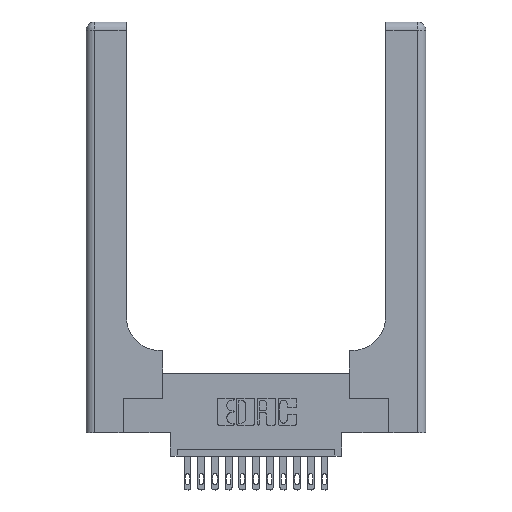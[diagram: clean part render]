
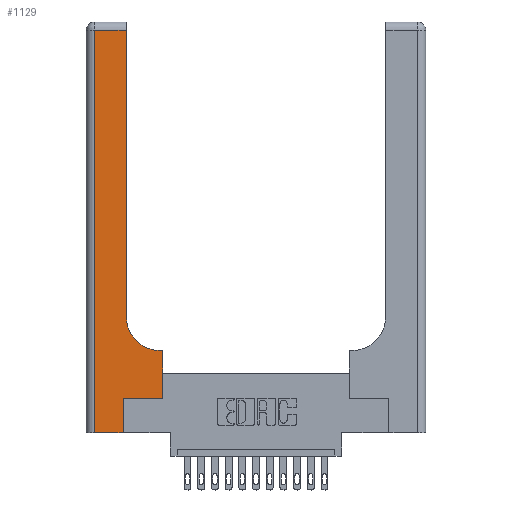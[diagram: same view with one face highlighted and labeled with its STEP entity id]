
A CAD part, top view. The second image highlights one B-rep face of the part: STEP entity #1129.
In plain terms, the highlighted planar face has unit normal (0, 0, 1).
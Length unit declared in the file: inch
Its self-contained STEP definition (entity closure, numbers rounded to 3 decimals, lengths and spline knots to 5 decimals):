
#38 = EDGE_CURVE ( 'NONE', #17174, #16013, #4047, .T. ) ;
#265 = LINE ( 'NONE', #17427, #16272 ) ;
#299 = CARTESIAN_POINT ( 'NONE',  ( 0.269, 0.25, 0.37 ) ) ;
#330 = VERTEX_POINT ( 'NONE', #17051 ) ;
#1066 = ORIENTED_EDGE ( 'NONE', *, *, #16503, .T. ) ;
#1129 = ADVANCED_FACE ( 'NONE', ( #6384 ), #7156, .F. ) ;
#1399 = CARTESIAN_POINT ( 'NONE',  ( 0.5585, 0.6, 0.37 ) ) ;
#1627 = EDGE_CURVE ( 'NONE', #330, #3077, #11702, .T. ) ;
#2104 = CARTESIAN_POINT ( 'NONE',  ( 0., 2.94, 0.37 ) ) ;
#2132 = CARTESIAN_POINT ( 'NONE',  ( 0.269, 0., 0.37 ) ) ;
#2176 = CARTESIAN_POINT ( 'NONE',  ( 0.06, 3., 0.37 ) ) ;
#2226 = ORIENTED_EDGE ( 'NONE', *, *, #7167, .T. ) ;
#2807 = VECTOR ( 'NONE', #8802, 39.37008 ) ;
#2905 = EDGE_CURVE ( 'NONE', #15697, #4587, #13833, .T. ) ;
#3077 = VERTEX_POINT ( 'NONE', #10265 ) ;
#3837 = DIRECTION ( 'NONE',  ( 1., 0., 0. ) ) ;
#4044 = CARTESIAN_POINT ( 'NONE',  ( 0.2915, 2.94, 0.37 ) ) ;
#4047 = LINE ( 'NONE', #10952, #10051 ) ;
#4190 = DIRECTION ( 'NONE',  ( 0., 1., 0. ) ) ;
#4223 = CARTESIAN_POINT ( 'NONE',  ( 0.5585, 0.25, 0.37 ) ) ;
#4587 = VERTEX_POINT ( 'NONE', #4044 ) ;
#4919 = DIRECTION ( 'NONE',  ( 1., 0., 0. ) ) ;
#5353 = EDGE_CURVE ( 'NONE', #3077, #16281, #9895, .T. ) ;
#5562 = AXIS2_PLACEMENT_3D ( 'NONE', #14524, #6356, #4919 ) ;
#5732 = VECTOR ( 'NONE', #5775, 39.37008 ) ;
#5775 = DIRECTION ( 'NONE',  ( -1., 0., 0. ) ) ;
#6040 = ORIENTED_EDGE ( 'NONE', *, *, #38, .T. ) ;
#6356 = DIRECTION ( 'NONE',  ( 0., 0., -1. ) ) ;
#6384 = FACE_OUTER_BOUND ( 'NONE', #17560, .T. ) ;
#6685 = ORIENTED_EDGE ( 'NONE', *, *, #15341, .T. ) ;
#6832 = ORIENTED_EDGE ( 'NONE', *, *, #14392, .T. ) ;
#7156 = PLANE ( 'NONE',  #8190 ) ;
#7167 = EDGE_CURVE ( 'NONE', #16013, #13543, #15294, .T. ) ;
#7281 = DIRECTION ( 'NONE',  ( 0., 0., -1. ) ) ;
#7525 = DIRECTION ( 'NONE',  ( 0., -1., 0. ) ) ;
#7784 = DIRECTION ( 'NONE',  ( -1., 0., 0. ) ) ;
#8190 = AXIS2_PLACEMENT_3D ( 'NONE', #13968, #7281, #8670 ) ;
#8670 = DIRECTION ( 'NONE',  ( -1., 0., 0. ) ) ;
#8802 = DIRECTION ( 'NONE',  ( 0., 1., 0. ) ) ;
#9307 = ORIENTED_EDGE ( 'NONE', *, *, #5353, .T. ) ;
#9354 = ORIENTED_EDGE ( 'NONE', *, *, #1627, .T. ) ;
#9789 = CARTESIAN_POINT ( 'NONE',  ( 0.269, 0., 0.37 ) ) ;
#9895 = LINE ( 'NONE', #10121, #10509 ) ;
#10051 = VECTOR ( 'NONE', #4190, 39.37008 ) ;
#10121 = CARTESIAN_POINT ( 'NONE',  ( 0., 0., 0.37 ) ) ;
#10194 = VECTOR ( 'NONE', #10958, 39.37008 ) ;
#10265 = CARTESIAN_POINT ( 'NONE',  ( 0.06, 0., 0.37 ) ) ;
#10492 = CIRCLE ( 'NONE', #5562, 0.25 ) ;
#10509 = VECTOR ( 'NONE', #17059, 39.37008 ) ;
#10814 = EDGE_CURVE ( 'NONE', #13543, #15697, #10492, .T. ) ;
#10952 = CARTESIAN_POINT ( 'NONE',  ( 0.5585, 0.25, 0.37 ) ) ;
#10958 = DIRECTION ( 'NONE',  ( 0., 1., 0. ) ) ;
#11290 = CARTESIAN_POINT ( 'NONE',  ( 0.5415, 0.6, 0.37 ) ) ;
#11610 = ORIENTED_EDGE ( 'NONE', *, *, #10814, .T. ) ;
#11702 = LINE ( 'NONE', #2176, #13204 ) ;
#12730 = CARTESIAN_POINT ( 'NONE',  ( 0.2915, 0.85, 0.37 ) ) ;
#13204 = VECTOR ( 'NONE', #7525, 39.37008 ) ;
#13543 = VERTEX_POINT ( 'NONE', #11290 ) ;
#13833 = LINE ( 'NONE', #16359, #10194 ) ;
#13968 = CARTESIAN_POINT ( 'NONE',  ( 0., 3., 0.37 ) ) ;
#14332 = LINE ( 'NONE', #2104, #14970 ) ;
#14392 = EDGE_CURVE ( 'NONE', #14614, #17174, #265, .T. ) ;
#14524 = CARTESIAN_POINT ( 'NONE',  ( 0.5415, 0.85, 0.37 ) ) ;
#14614 = VERTEX_POINT ( 'NONE', #299 ) ;
#14970 = VECTOR ( 'NONE', #7784, 39.37008 ) ;
#15067 = ORIENTED_EDGE ( 'NONE', *, *, #2905, .T. ) ;
#15294 = LINE ( 'NONE', #15466, #5732 ) ;
#15341 = EDGE_CURVE ( 'NONE', #16281, #14614, #16238, .T. ) ;
#15466 = CARTESIAN_POINT ( 'NONE',  ( 0.2915, 0.6, 0.37 ) ) ;
#15697 = VERTEX_POINT ( 'NONE', #12730 ) ;
#16013 = VERTEX_POINT ( 'NONE', #1399 ) ;
#16238 = LINE ( 'NONE', #2132, #2807 ) ;
#16272 = VECTOR ( 'NONE', #3837, 39.37008 ) ;
#16281 = VERTEX_POINT ( 'NONE', #9789 ) ;
#16359 = CARTESIAN_POINT ( 'NONE',  ( 0.2915, 3., 0.37 ) ) ;
#16503 = EDGE_CURVE ( 'NONE', #4587, #330, #14332, .T. ) ;
#17051 = CARTESIAN_POINT ( 'NONE',  ( 0.06, 2.94, 0.37 ) ) ;
#17059 = DIRECTION ( 'NONE',  ( 1., 0., 0. ) ) ;
#17174 = VERTEX_POINT ( 'NONE', #4223 ) ;
#17427 = CARTESIAN_POINT ( 'NONE',  ( 0.269, 0.25, 0.37 ) ) ;
#17560 = EDGE_LOOP ( 'NONE', ( #15067, #1066, #9354, #9307, #6685, #6832, #6040, #2226, #11610 ) ) ;
